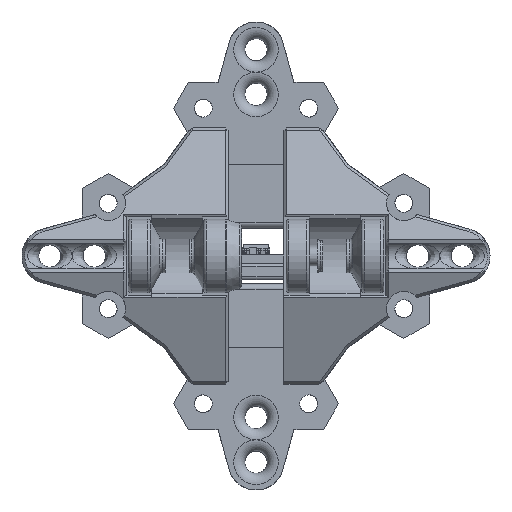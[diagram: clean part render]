
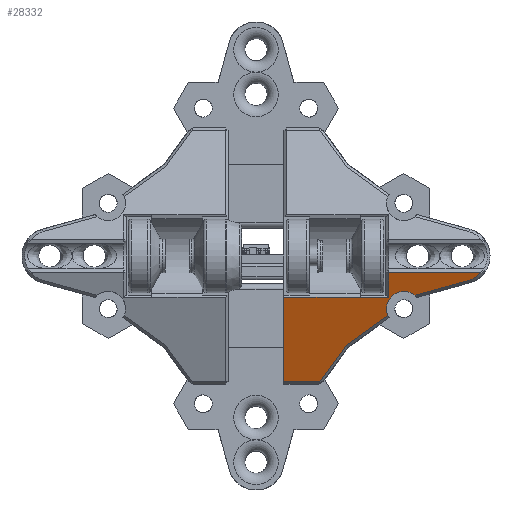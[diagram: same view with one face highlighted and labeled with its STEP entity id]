
A CAD part, front view. The second image highlights one B-rep face of the part: STEP entity #28332.
In plain terms, the highlighted face is planar.
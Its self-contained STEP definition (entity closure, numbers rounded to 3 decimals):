
#141=ELLIPSE('',#30212,4.105,3.541);
#174=ELLIPSE('',#30488,3.382,3.125);
#1849=PLANE('',#30487);
#2996=FACE_OUTER_BOUND('',#4662,.T.);
#4662=EDGE_LOOP('',(#21450,#21451,#21452,#21453,#21454,#21455,#21456,#21457,
#21458,#21459,#21460,#21461,#21462,#21463));
#6237=LINE('',#43209,#8772);
#6256=LINE('',#43263,#8791);
#6362=LINE('',#44058,#8897);
#6367=LINE('',#44069,#8902);
#6369=LINE('',#44072,#8904);
#6395=LINE('',#44132,#8930);
#6397=LINE('',#44136,#8932);
#6402=LINE('',#44149,#8937);
#6409=LINE('',#44167,#8944);
#6426=LINE('',#44490,#8961);
#6434=LINE('',#44557,#8969);
#6550=LINE('',#50207,#9085);
#8772=VECTOR('',#33691,10.);
#8791=VECTOR('',#33712,10.);
#8897=VECTOR('',#33934,10.);
#8902=VECTOR('',#33943,10.);
#8904=VECTOR('',#33947,10.);
#8930=VECTOR('',#33995,10.);
#8932=VECTOR('',#33999,10.);
#8937=VECTOR('',#34008,10.);
#8944=VECTOR('',#34021,10.);
#8961=VECTOR('',#34058,10.);
#8969=VECTOR('',#34072,10.);
#9085=VECTOR('',#34718,10.);
#12637=VERTEX_POINT('',#43206);
#12638=VERTEX_POINT('',#43208);
#12657=VERTEX_POINT('',#43261);
#12746=VERTEX_POINT('',#44045);
#12750=VERTEX_POINT('',#44057);
#12754=VERTEX_POINT('',#44067);
#12776=VERTEX_POINT('',#44129);
#12777=VERTEX_POINT('',#44131);
#12778=VERTEX_POINT('',#44135);
#12783=VERTEX_POINT('',#44146);
#12784=VERTEX_POINT('',#44148);
#12789=VERTEX_POINT('',#44163);
#12791=VERTEX_POINT('',#44172);
#12794=VERTEX_POINT('',#44199);
#15491=EDGE_CURVE('',#12637,#12638,#6237,.T.);
#15512=EDGE_CURVE('',#12657,#12637,#6256,.T.);
#15657=EDGE_CURVE('',#12750,#12746,#6362,.T.);
#15663=EDGE_CURVE('',#12754,#12750,#6367,.T.);
#15665=EDGE_CURVE('',#12746,#12657,#6369,.T.);
#15695=EDGE_CURVE('',#12776,#12777,#6395,.T.);
#15697=EDGE_CURVE('',#12777,#12778,#6397,.T.);
#15703=EDGE_CURVE('',#12783,#12784,#6402,.T.);
#15711=EDGE_CURVE('',#12784,#12789,#6409,.T.);
#15719=EDGE_CURVE('',#12791,#12794,#141,.T.);
#15741=EDGE_CURVE('',#12789,#12791,#6426,.T.);
#15752=EDGE_CURVE('',#12794,#12776,#6434,.T.);
#16110=EDGE_CURVE('',#12754,#12778,#174,.T.);
#16111=EDGE_CURVE('',#12638,#12783,#6550,.T.);
#21450=ORIENTED_EDGE('',*,*,#15491,.F.);
#21451=ORIENTED_EDGE('',*,*,#15512,.F.);
#21452=ORIENTED_EDGE('',*,*,#15665,.F.);
#21453=ORIENTED_EDGE('',*,*,#15657,.F.);
#21454=ORIENTED_EDGE('',*,*,#15663,.F.);
#21455=ORIENTED_EDGE('',*,*,#16110,.T.);
#21456=ORIENTED_EDGE('',*,*,#15697,.F.);
#21457=ORIENTED_EDGE('',*,*,#15695,.F.);
#21458=ORIENTED_EDGE('',*,*,#15752,.F.);
#21459=ORIENTED_EDGE('',*,*,#15719,.F.);
#21460=ORIENTED_EDGE('',*,*,#15741,.F.);
#21461=ORIENTED_EDGE('',*,*,#15711,.F.);
#21462=ORIENTED_EDGE('',*,*,#15703,.F.);
#21463=ORIENTED_EDGE('',*,*,#16111,.F.);
#28332=ADVANCED_FACE('',(#2996),#1849,.F.);
#30212=AXIS2_PLACEMENT_3D('',#44206,#34029,#34030);
#30487=AXIS2_PLACEMENT_3D('',#50205,#34714,#34715);
#30488=AXIS2_PLACEMENT_3D('',#50206,#34716,#34717);
#33691=DIRECTION('',(0.,0.,1.));
#33712=DIRECTION('',(-0.924,-0.383,0.));
#33934=DIRECTION('',(0.768,0.318,-0.556));
#33943=DIRECTION('',(0.57,0.236,-0.787));
#33947=DIRECTION('',(0.,0.,-1.));
#33995=DIRECTION('',(0.265,0.11,-0.958));
#33999=DIRECTION('',(0.57,0.236,-0.787));
#34008=DIRECTION('',(0.,0.,1.));
#34021=DIRECTION('',(-0.924,-0.383,0.));
#34029=DIRECTION('center_axis',(-0.383,0.924,0.));
#34030=DIRECTION('ref_axis',(0.728,0.301,-0.616));
#34058=DIRECTION('',(0.,0.,1.));
#34072=DIRECTION('',(0.265,0.11,-0.958));
#34714=DIRECTION('center_axis',(-0.383,0.924,0.));
#34715=DIRECTION('ref_axis',(0.924,0.383,0.));
#34716=DIRECTION('center_axis',(-0.383,0.924,0.));
#34717=DIRECTION('ref_axis',(0.924,0.383,0.));
#34718=DIRECTION('',(0.924,0.383,0.));
#43206=CARTESIAN_POINT('',(7.391,-19.939,5.));
#43208=CARTESIAN_POINT('',(7.391,-19.939,18.7));
#43209=CARTESIAN_POINT('',(7.391,-19.939,0.));
#43261=CARTESIAN_POINT('',(22.538,-13.664,5.));
#43263=CARTESIAN_POINT('',(10.584,-18.616,5.));
#44045=CARTESIAN_POINT('',(22.538,-13.664,11.48));
#44057=CARTESIAN_POINT('',(16.153,-16.309,16.1));
#44058=CARTESIAN_POINT('',(15.549,-16.559,16.537));
#44067=CARTESIAN_POINT('',(10.69,-18.572,23.65));
#44069=CARTESIAN_POINT('',(12.758,-17.715,20.792));
#44072=CARTESIAN_POINT('',(22.538,-13.664,5.874));
#44129=CARTESIAN_POINT('',(4.391,-21.181,38.139));
#44131=CARTESIAN_POINT('',(6.989,-20.105,28.766));
#44132=CARTESIAN_POINT('',(9.463,-19.08,19.84));
#44135=CARTESIAN_POINT('',(7.119,-20.051,28.586));
#44136=CARTESIAN_POINT('',(12.758,-17.715,20.792));
#44146=CARTESIAN_POINT('',(7.462,-19.909,18.7));
#44148=CARTESIAN_POINT('',(7.462,-19.909,23.8));
#44149=CARTESIAN_POINT('',(7.462,-19.909,11.65));
#44163=CARTESIAN_POINT('',(3.003,-21.756,23.8));
#44167=CARTESIAN_POINT('',(1.27,-22.474,23.8));
#44172=CARTESIAN_POINT('',(3.002,-21.756,40.373));
#44199=CARTESIAN_POINT('',(4.376,-21.187,38.192));
#44206=CARTESIAN_POINT('Origin',(0.923,-22.618,37.638));
#44490=CARTESIAN_POINT('',(3.003,-21.756,0.));
#44557=CARTESIAN_POINT('',(4.376,-21.187,38.192));
#50205=CARTESIAN_POINT('Origin',(2.541,-21.948,0.));
#50206=CARTESIAN_POINT('Origin',(9.47,-19.077,26.527));
#50207=CARTESIAN_POINT('',(7.44,-19.918,18.7));
